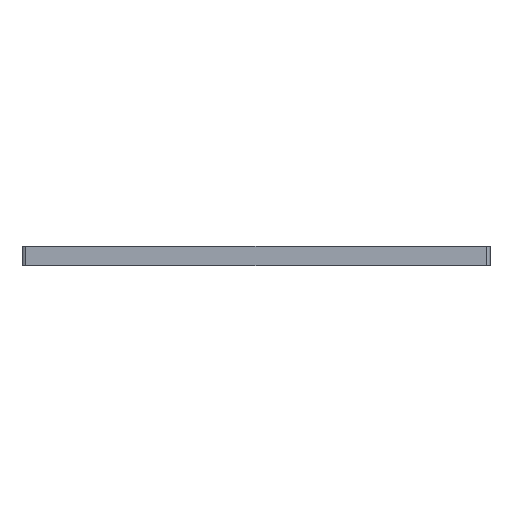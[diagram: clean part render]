
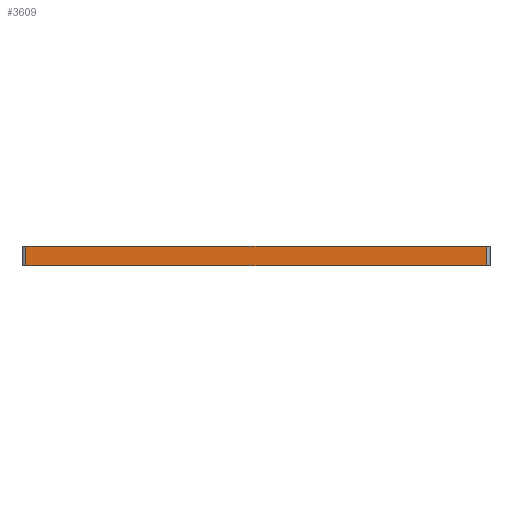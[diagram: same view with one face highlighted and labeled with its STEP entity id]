
A CAD part, front view. The second image highlights one B-rep face of the part: STEP entity #3609.
In plain terms, the highlighted planar face has unit normal (0, -1, 0).
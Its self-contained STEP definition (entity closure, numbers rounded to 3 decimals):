
#398=DIRECTION('',(1.,0.,0.));
#399=VECTOR('',#398,118.);
#400=CARTESIAN_POINT('',(-59.,-85.,0.));
#401=LINE('',#400,#399);
#879=DIRECTION('',(1.,0.,0.));
#880=VECTOR('',#879,118.);
#881=CARTESIAN_POINT('',(-59.,-85.,5.));
#882=LINE('',#881,#880);
#1361=DIRECTION('',(0.,0.,-1.));
#1362=VECTOR('',#1361,5.);
#1363=CARTESIAN_POINT('',(59.,-85.,5.));
#1364=LINE('',#1363,#1362);
#1365=DIRECTION('',(0.,0.,-1.));
#1366=VECTOR('',#1365,5.);
#1367=CARTESIAN_POINT('',(-59.,-85.,5.));
#1368=LINE('',#1367,#1366);
#1786=CARTESIAN_POINT('',(59.,-85.,0.));
#1788=VERTEX_POINT('',#1786);
#1789=CARTESIAN_POINT('',(59.,-85.,5.));
#1790=VERTEX_POINT('',#1789);
#1793=CARTESIAN_POINT('',(-59.,-85.,0.));
#1795=VERTEX_POINT('',#1793);
#1799=CARTESIAN_POINT('',(-59.,-85.,5.));
#1800=VERTEX_POINT('',#1799);
#3597=CARTESIAN_POINT('',(-60.,-85.,0.));
#3598=DIRECTION('',(0.,-1.,0.));
#3599=DIRECTION('',(1.,0.,0.));
#3600=AXIS2_PLACEMENT_3D('',#3597,#3598,#3599);
#3601=PLANE('',#3600);
#3602=ORIENTED_EDGE('',*,*,#3590,.T.);
#3603=ORIENTED_EDGE('',*,*,#1856,.F.);
#3605=ORIENTED_EDGE('',*,*,#3604,.F.);
#3606=ORIENTED_EDGE('',*,*,#2196,.T.);
#3607=EDGE_LOOP('',(#3602,#3603,#3605,#3606));
#3608=FACE_OUTER_BOUND('',#3607,.F.);
#3609=ADVANCED_FACE('',(#3608),#3601,.T.);
#1856=EDGE_CURVE('',#1795,#1788,#401,.T.);
#2196=EDGE_CURVE('',#1800,#1790,#882,.T.);
#3590=EDGE_CURVE('',#1790,#1788,#1364,.T.);
#3604=EDGE_CURVE('',#1800,#1795,#1368,.T.);
